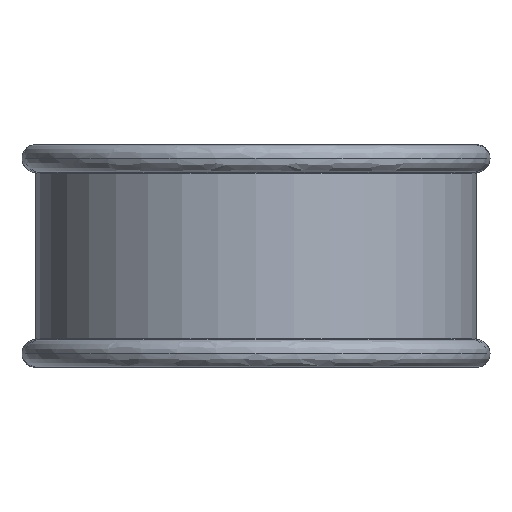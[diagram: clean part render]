
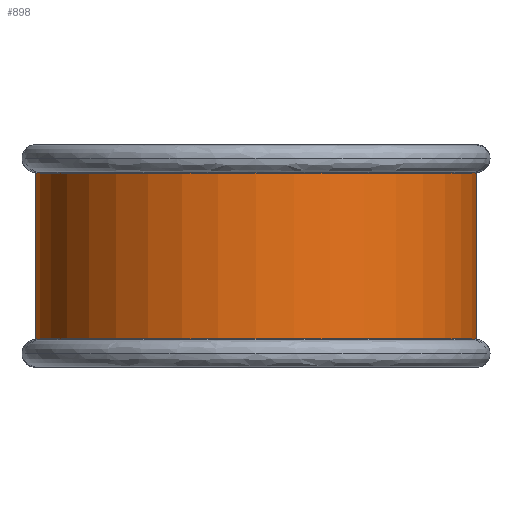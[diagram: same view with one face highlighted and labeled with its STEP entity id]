
A CAD part, front view. The second image highlights one B-rep face of the part: STEP entity #898.
In plain terms, the highlighted cylindrical face has radius 39.5 mm (diameter 79 mm), a partial arc.
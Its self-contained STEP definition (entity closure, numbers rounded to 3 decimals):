
#84 = DIRECTION ( 'NONE',  ( -1., 0., 0. ) ) ;
#180 = VERTEX_POINT ( 'NONE', #812 ) ;
#336 = VERTEX_POINT ( 'NONE', #625 ) ;
#514 = CARTESIAN_POINT ( 'NONE',  ( 0., 0., 14.807 ) ) ;
#571 = CARTESIAN_POINT ( 'NONE',  ( -39.487, -1., 0. ) ) ;
#625 = CARTESIAN_POINT ( 'NONE',  ( -39.487, -1., 14.807 ) ) ;
#641 = ORIENTED_EDGE ( 'NONE', *, *, #2460, .T. ) ;
#711 = CIRCLE ( 'NONE', #2833, 39.5 ) ;
#775 = CARTESIAN_POINT ( 'NONE',  ( -39.487, -1., -14.807 ) ) ;
#812 = CARTESIAN_POINT ( 'NONE',  ( 39.487, -1., -14.807 ) ) ;
#828 = VERTEX_POINT ( 'NONE', #775 ) ;
#835 = CARTESIAN_POINT ( 'NONE',  ( 0., 0., 0. ) ) ;
#898 = ADVANCED_FACE ( 'NONE', ( #2771 ), #2948, .T. ) ;
#908 = VECTOR ( 'NONE', #1197, 1000. ) ;
#926 = VERTEX_POINT ( 'NONE', #2000 ) ;
#1030 = EDGE_CURVE ( 'NONE', #926, #336, #2489, .T. ) ;
#1062 = AXIS2_PLACEMENT_3D ( 'NONE', #514, #1456, #84 ) ;
#1197 = DIRECTION ( 'NONE',  ( 0., 0., 1. ) ) ;
#1200 = EDGE_CURVE ( 'NONE', #828, #180, #711, .T. ) ;
#1205 = DIRECTION ( 'NONE',  ( -1., 0., 0. ) ) ;
#1379 = CARTESIAN_POINT ( 'NONE',  ( 0., 0., -14.807 ) ) ;
#1421 = DIRECTION ( 'NONE',  ( 0., 0., 1. ) ) ;
#1426 = CARTESIAN_POINT ( 'NONE',  ( 39.487, -1., 0. ) ) ;
#1456 = DIRECTION ( 'NONE',  ( 0., 0., -1. ) ) ;
#1786 = DIRECTION ( 'NONE',  ( -1., 0., 0. ) ) ;
#1845 = ORIENTED_EDGE ( 'NONE', *, *, #2517, .T. ) ;
#2000 = CARTESIAN_POINT ( 'NONE',  ( 39.487, -1., 14.807 ) ) ;
#2361 = LINE ( 'NONE', #1426, #908 ) ;
#2387 = AXIS2_PLACEMENT_3D ( 'NONE', #835, #2459, #1786 ) ;
#2422 = ORIENTED_EDGE ( 'NONE', *, *, #1200, .T. ) ;
#2459 = DIRECTION ( 'NONE',  ( 0., 0., -1. ) ) ;
#2460 = EDGE_CURVE ( 'NONE', #180, #926, #2361, .T. ) ;
#2489 = CIRCLE ( 'NONE', #1062, 39.5 ) ;
#2517 = EDGE_CURVE ( 'NONE', #336, #828, #2689, .T. ) ;
#2627 = DIRECTION ( 'NONE',  ( 0., 0., -1. ) ) ;
#2689 = LINE ( 'NONE', #571, #2794 ) ;
#2771 = FACE_OUTER_BOUND ( 'NONE', #2888, .T. ) ;
#2794 = VECTOR ( 'NONE', #2627, 1000. ) ;
#2833 = AXIS2_PLACEMENT_3D ( 'NONE', #1379, #1421, #1205 ) ;
#2888 = EDGE_LOOP ( 'NONE', ( #641, #2893, #1845, #2422 ) ) ;
#2893 = ORIENTED_EDGE ( 'NONE', *, *, #1030, .T. ) ;
#2948 = CYLINDRICAL_SURFACE ( 'NONE', #2387, 39.5 ) ;
